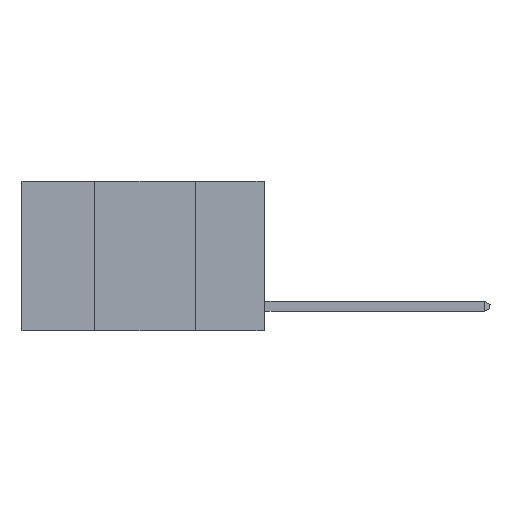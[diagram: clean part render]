
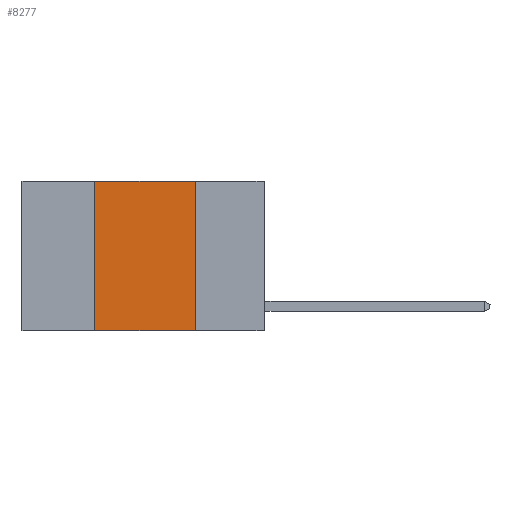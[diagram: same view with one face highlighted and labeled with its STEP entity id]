
A CAD part, left-side view. The second image highlights one B-rep face of the part: STEP entity #8277.
In plain terms, the highlighted planar face has unit normal (-1, 0, 0).
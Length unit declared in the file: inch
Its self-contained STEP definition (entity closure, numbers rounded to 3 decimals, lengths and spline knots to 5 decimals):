
#281 = ORIENTED_EDGE ( 'NONE', *, *, #21330, .F. ) ;
#365 = CARTESIAN_POINT ( 'NONE',  ( 0., 0.42, 0. ) ) ;
#1576 = CARTESIAN_POINT ( 'NONE',  ( 0., 0.6, 0. ) ) ;
#2257 = CARTESIAN_POINT ( 'NONE',  ( 0., 0.17, 0. ) ) ;
#3421 = AXIS2_PLACEMENT_3D ( 'NONE', #1576, #18580, #5859 ) ;
#3585 = ORIENTED_EDGE ( 'NONE', *, *, #14105, .T. ) ;
#3730 = PLANE ( 'NONE',  #3421 ) ;
#5169 = VECTOR ( 'NONE', #6931, 39.37008 ) ;
#5859 = DIRECTION ( 'NONE',  ( 0., 0., -1. ) ) ;
#5877 = CARTESIAN_POINT ( 'NONE',  ( 0., 0.17, 0. ) ) ;
#6279 = EDGE_CURVE ( 'NONE', #25925, #9136, #16470, .T. ) ;
#6931 = DIRECTION ( 'NONE',  ( 0., 0., 1. ) ) ;
#8277 = ADVANCED_FACE ( 'NONE', ( #26575 ), #3730, .F. ) ;
#9136 = VERTEX_POINT ( 'NONE', #365 ) ;
#11501 = LINE ( 'NONE', #25287, #21448 ) ;
#12378 = ORIENTED_EDGE ( 'NONE', *, *, #17293, .F. ) ;
#12584 = VECTOR ( 'NONE', #13315, 39.37008 ) ;
#13222 = LINE ( 'NONE', #13783, #12584 ) ;
#13315 = DIRECTION ( 'NONE',  ( 0., -1., 0. ) ) ;
#13783 = CARTESIAN_POINT ( 'NONE',  ( 0., 0.6, 0. ) ) ;
#14105 = EDGE_CURVE ( 'NONE', #25925, #25174, #11501, .T. ) ;
#14432 = LINE ( 'NONE', #5877, #25649 ) ;
#14775 = DIRECTION ( 'NONE',  ( 0., -1., 0. ) ) ;
#15393 = VERTEX_POINT ( 'NONE', #2257 ) ;
#15601 = EDGE_LOOP ( 'NONE', ( #12378, #281, #20185, #3585 ) ) ;
#16470 = LINE ( 'NONE', #25985, #5169 ) ;
#17293 = EDGE_CURVE ( 'NONE', #15393, #25174, #14432, .T. ) ;
#18580 = DIRECTION ( 'NONE',  ( 1., 0., 0. ) ) ;
#19328 = CARTESIAN_POINT ( 'NONE',  ( 0., 0.17, -0.37 ) ) ;
#20185 = ORIENTED_EDGE ( 'NONE', *, *, #6279, .F. ) ;
#20722 = DIRECTION ( 'NONE',  ( 0., 0., -1. ) ) ;
#21330 = EDGE_CURVE ( 'NONE', #9136, #15393, #13222, .T. ) ;
#21448 = VECTOR ( 'NONE', #14775, 39.37008 ) ;
#25174 = VERTEX_POINT ( 'NONE', #19328 ) ;
#25287 = CARTESIAN_POINT ( 'NONE',  ( 0., 0.6, -0.37 ) ) ;
#25649 = VECTOR ( 'NONE', #20722, 39.37008 ) ;
#25925 = VERTEX_POINT ( 'NONE', #26894 ) ;
#25985 = CARTESIAN_POINT ( 'NONE',  ( 0., 0.42, 0. ) ) ;
#26575 = FACE_OUTER_BOUND ( 'NONE', #15601, .T. ) ;
#26894 = CARTESIAN_POINT ( 'NONE',  ( 0., 0.42, -0.37 ) ) ;
